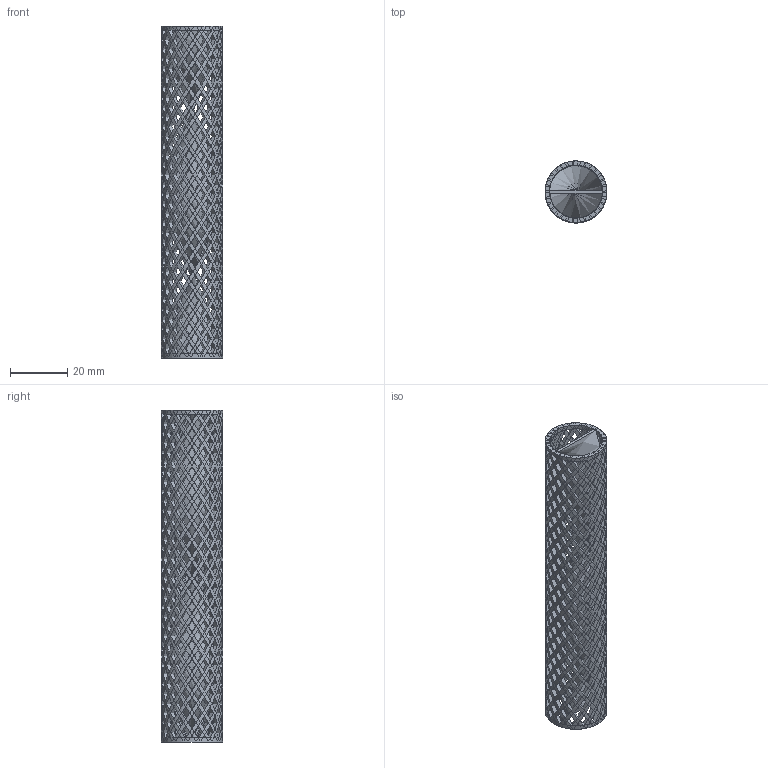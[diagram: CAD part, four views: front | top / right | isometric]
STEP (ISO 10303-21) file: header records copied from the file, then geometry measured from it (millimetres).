
FILE_DESCRIPTION(('Open CASCADE Model'),'2;1');
FILE_NAME('Open CASCADE Shape Model','2026-02-17T22:20:45',('Author'),( 'Open CASCADE'),'Open CASCADE STEP processor 7.9','build123d', 'Unknown');
FILE_SCHEMA(('AUTOMOTIVE_DESIGN { 1 0 10303 214 1 1 1 1 }'));
Length unit declared in the file: millimetre
Products named in the file (1): COMPOUND
Bounding box: 21.55 x 21.55 x 116 mm (x, y, z)
Volume: 10258.6 mm3; surface area: 28366.3 mm2
Topology: 33 solids, 33 shells, 194 faces, 384 edges, 256 vertices
Faces by surface type: bspline 124, plane 66, cylinder 4
Full cylindrical faces by diameter (mm): 18.5 x2, 21.5 x2
Entity records: 13778 total; most frequent: CARTESIAN_POINT 7399, ORIENTED_EDGE 768, PCURVE 768, DEFINITIONAL_REPRESENTATION 768, B_SPLINE_CURVE_WITH_KNOTS 744, DIRECTION 558, LINE 392, VECTOR 392
